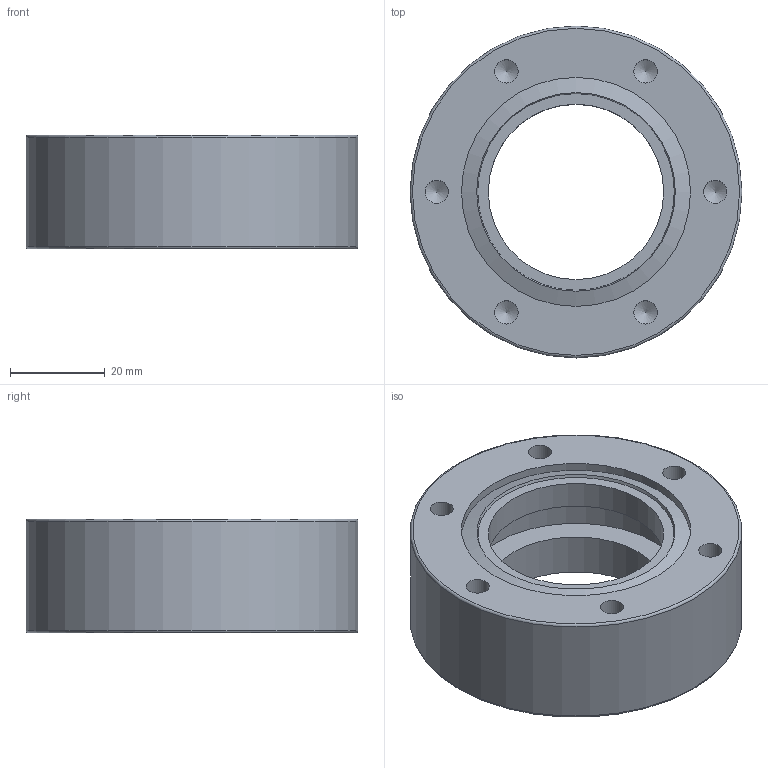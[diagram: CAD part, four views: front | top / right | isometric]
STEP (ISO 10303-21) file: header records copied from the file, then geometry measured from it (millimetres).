
FILE_DESCRIPTION((''),'2;1');
FILE_NAME('F35WF-304.stp','2009-03-13T09:39:11',('hasers'),(''),'Autodesk Inventor 2008','Autodesk Inventor 2008','');
FILE_SCHEMA(('AUTOMOTIVE_DESIGN { 1 0 10303 214 1 1 1 1 }'));
Length unit declared in the file: millimetre
Products named in the file (1): F35WF-304
Bounding box: 70 x 70 x 24 mm (x, y, z)
Volume: 58596.4 mm3; surface area: 16711.5 mm2
Topology: 1 solids, 1 shells, 26 faces, 59 edges, 38 vertices
Faces by surface type: bspline 14, plane 5, cylinder 3, torus 2, cone 2
Full cylindrical faces by diameter (mm): 47 x1, 48.3 x1, 70 x1
Entity records: 736 total; most frequent: CARTESIAN_POINT 317, DIRECTION 78, ORIENTED_EDGE 52, EDGE_LOOP 52, AXIS2_PLACEMENT_3D 39, VERTEX_POINT 26, CIRCLE 26, EDGE_CURVE 26
